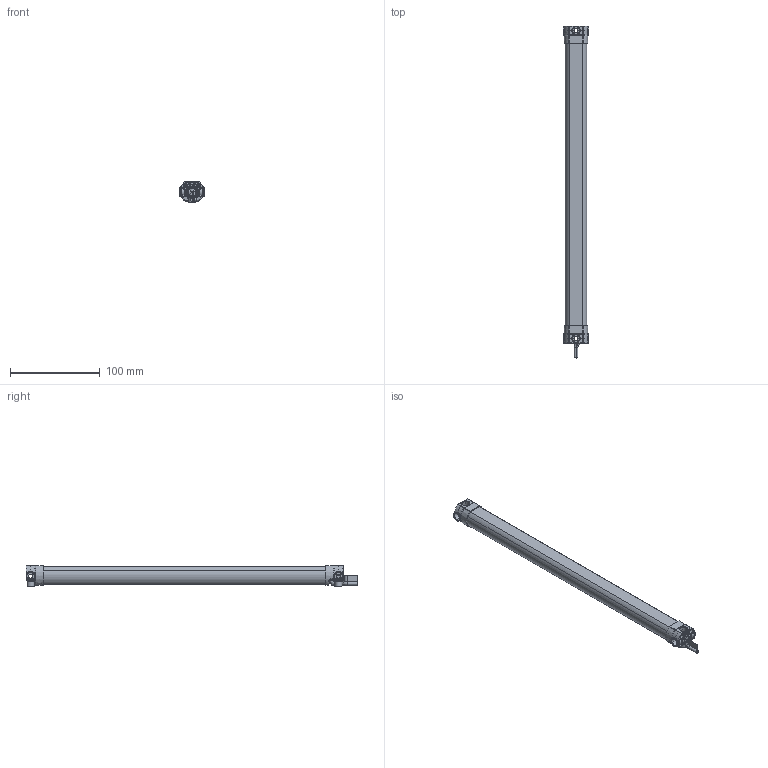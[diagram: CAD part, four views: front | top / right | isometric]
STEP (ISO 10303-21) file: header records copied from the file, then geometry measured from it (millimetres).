
FILE_DESCRIPTION((''),'2;1');
FILE_NAME('205741_ASM','2018-09-11T',('pdmadmin'),('BANNER ENGINEERING'),'CREO PARAMETRIC BY PTC INC, 2016260','CREO PARAMETRIC BY PTC INC, 2016260','');
FILE_SCHEMA(('CONFIG_CONTROL_DESIGN'));
Products named in the file (14): 203613; PEM_IUB-256-2; 203613_ASM; 205741_CABLE; 202405; 204112_YELLOW; 204112_CLEAR; 204112_ASM; 204330; 203614; 203614_ASM; 204100; 204539; 205741_ASM
Assembly tree (23 placements, depth 3):
  205741_ASM
    203613_ASM
      203613
      PEM_IUB-256-2  x2
    205741_CABLE
    202405
    204112_ASM
      204112_YELLOW
      204112_CLEAR
    204330  x4
    203614_ASM
      203614
      PEM_IUB-256-2  x2
    204100  x2
    204539  x4
Bounding box: 28.34 x 370.35 x 23.25 mm (x, y, z)
Volume: 62359.4 mm3; surface area: 92561.5 mm2
Topology: 20 solids, 37 shells, 2609 faces, 6124 edges, 3600 vertices
Faces by surface type: bspline 822, cylinder 740, plane 459, cone 368, torus 132, sphere 88
Entity records: 69734 total; most frequent: CARTESIAN_POINT 40669, ORIENTED_EDGE 6530, DIRECTION 5254, EDGE_CURVE 3277, AXIS2_PLACEMENT_3D 2153, VERTEX_POINT 1955, EDGE_LOOP 1471, FACE_OUTER_BOUND 1396
